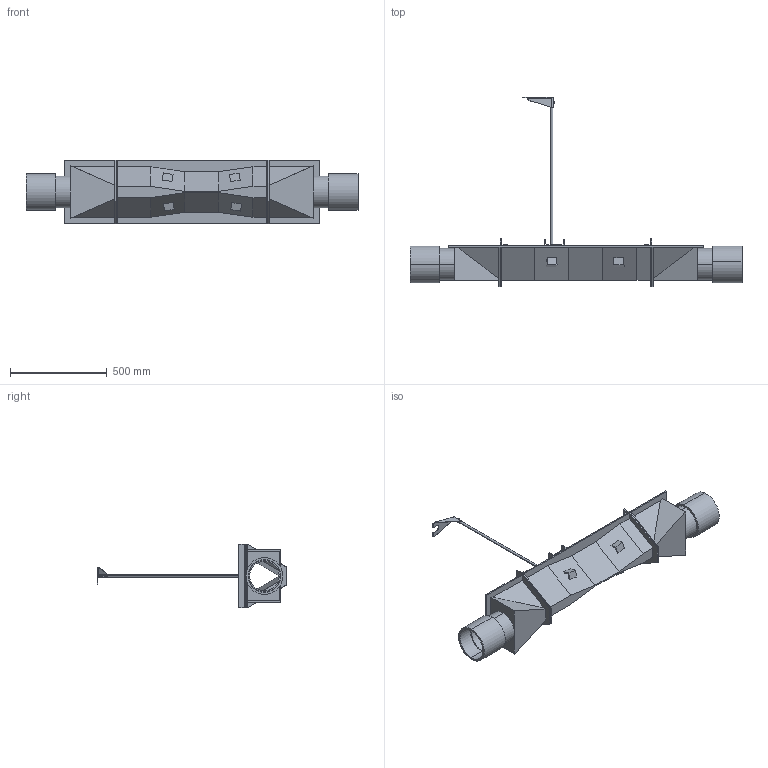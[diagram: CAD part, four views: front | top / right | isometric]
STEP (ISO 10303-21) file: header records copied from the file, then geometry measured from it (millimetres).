
FILE_DESCRIPTION (( 'STEP AP214' ), '1' );
FILE_NAME ('Lg Trap Assem1.STEP', '2020-12-16T22:01:15', ( '' ), ( '' ), 'SwSTEP 2.0', 'SolidWorks 2020', '' );
FILE_SCHEMA (( 'AUTOMOTIVE_DESIGN' ));
Length unit declared in the file: inch
Products named in the file (15): Copy of   Ultrasonic Transducer Assy^ Lg Trap Assem1_9in Parshall Flume; Spreader Bar_Default<As Machined>; Lg Trap Staff Gauge_Metric Staff Gauge; Angle bracket; Copy of   Rev ATop Bracket Assembly^Copy of   Ultrasonic Transducer Assy_ Lg Trap Assem1; Copy of   C Channel Ultrasonic Bkt^Copy of   Ultrasonic Transducer Assy_ Lg Trap Assem1_2in Parshall; Copy of Large Trap Flume End Adpater^ Lg Trap Assem1; Copy of   Rev ATop Bracket Rev A sheet metal^Copy of   Rev ATop Bracket Assembly_Copy of   Ultrasonic Transducer Assy_ Lg Trap Assem1; Copy of 49976 Rev Ashaft^Copy of   Ultrasonic Transducer Assy_ Lg Trap Assem1; Copy of   Rev Abase plate^Copy of   Ultrasonic Transducer Assy_ Lg Trap Assem1; hex nut_ai_HNUT 0.2500-20-D-N; Fernco Coupler_6 INCH FERNCO FITTING; Copy of   Rev ATop Bracket Tube^Copy of   Rev ATop Bracket Assembly_Copy of   Ultrasonic Transducer Assy_ Lg Trap Assem1;  Large Trap Flume w recessed bubbler slot_no bubbler tube recess; Lg Trap Assem1
Assembly tree (20 placements, depth 4):
  Lg Trap Assem1
     Large Trap Flume w recessed bubbler slot_no bubbler tube recess
    Lg Trap Staff Gauge_Metric Staff Gauge
    Spreader Bar_Default<As Machined>  x2
    Angle bracket  x4
    Copy of Large Trap Flume End Adpater^ Lg Trap Assem1  x2
    Fernco Coupler_6 INCH FERNCO FITTING  x2
    Copy of   Ultrasonic Transducer Assy^ Lg Trap Assem1_9in Parshall Flume
      Copy of   Rev Abase plate^Copy of   Ultrasonic Transducer Assy_ Lg Trap Assem1
      Copy of 49976 Rev Ashaft^Copy of   Ultrasonic Transducer Assy_ Lg Trap Assem1
      Copy of   Rev ATop Bracket Assembly^Copy of   Ultrasonic Transducer Assy_ Lg Trap Assem1
        hex nut_ai_HNUT 0.2500-20-D-N
        Copy of   Rev ATop Bracket Tube^Copy of   Rev ATop Bracket Assembly_Copy of   Ultrasonic Transducer Assy_ Lg Trap Assem1
        Copy of   Rev ATop Bracket Rev A sheet metal^Copy of   Rev ATop Bracket Assembly_Copy of   Ultrasonic Transducer Assy_ Lg Trap Assem1
      Copy of   C Channel Ultrasonic Bkt^Copy of   Ultrasonic Transducer Assy_ Lg Trap Assem1_2in Parshall
Bounding box: 1717.67 x 977.95 x 330.2 mm (x, y, z)
Volume: 8919286 mm3; surface area: 2765947.9 mm2
Topology: 18 solids, 18 shells, 241 faces, 573 edges, 364 vertices
Faces by surface type: plane 184, cylinder 39, cone 16, bspline 2
Entity records: 6675 total; most frequent: CARTESIAN_POINT 1294, DIRECTION 839, ORIENTED_EDGE 826, EDGE_CURVE 413, LINE 313, VECTOR 313, AXIS2_PLACEMENT_3D 263, VERTEX_POINT 260
